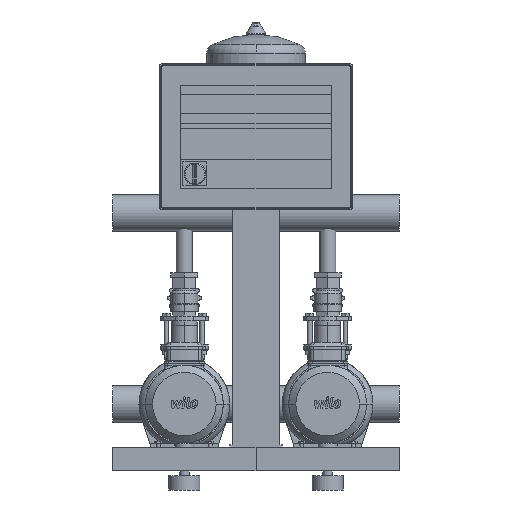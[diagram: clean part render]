
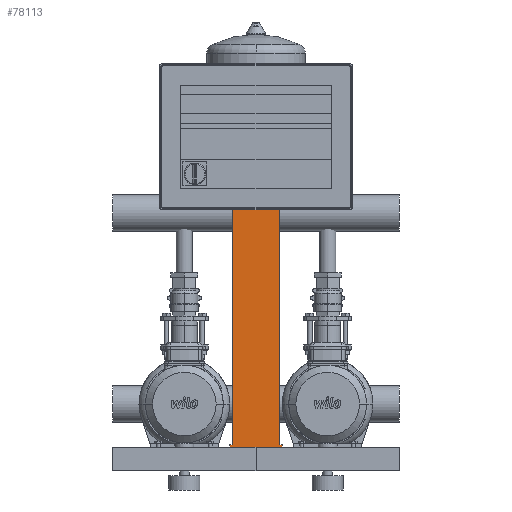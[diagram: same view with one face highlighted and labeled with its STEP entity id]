
A CAD part, front view. The second image highlights one B-rep face of the part: STEP entity #78113.
In plain terms, the highlighted free-form (B-spline) face has degree [1, 1] with [2, 2] control points.
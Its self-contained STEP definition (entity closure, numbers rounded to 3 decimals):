
#77970=CARTESIAN_POINT('',(250.0,-270.95,740.0));
#77971=VERTEX_POINT('',#77970);
#77978=CARTESIAN_POINT('',(350.0,-270.95,740.0));
#77979=VERTEX_POINT('',#77978);
#77980=CARTESIAN_POINT('',(250.0,-270.95,740.0));
#77981=DIRECTION('',(1.0,0.0,0.0));
#77982=VECTOR('',#77981,100.0);
#77983=LINE('',#77980,#77982);
#77984=EDGE_CURVE('',#77971,#77979,#77983,.T.);
#78033=CARTESIAN_POINT('',(350.0,-270.95,95.));
#78034=VERTEX_POINT('',#78033);
#78035=CARTESIAN_POINT('',(350.0,-270.95,95.));
#78036=DIRECTION('',(0.0,0.0,1.0));
#78037=VECTOR('',#78036,645.);
#78038=LINE('',#78035,#78037);
#78039=EDGE_CURVE('',#78034,#77979,#78038,.T.);
#78058=CARTESIAN_POINT('',(355.0,-270.95,740.0));
#78059=CARTESIAN_POINT('',(355.0,-270.95,90.));
#78060=CARTESIAN_POINT('',(245.0,-270.95,740.0));
#78061=CARTESIAN_POINT('',(245.0,-270.95,90.));
#78062=B_SPLINE_SURFACE_WITH_KNOTS('',1,1,((#78058,#78060),(#78059,#78061)),.UNSPECIFIED.,.F.,.F.,.U.,(2,2),(2,2),(0.0,650.),(0.0,110.0),.UNSPECIFIED.);
#78063=ORIENTED_EDGE('',*,*,#77984,.F.);
#78064=CARTESIAN_POINT('',(250.0,-270.95,95.));
#78065=VERTEX_POINT('',#78064);
#78066=CARTESIAN_POINT('',(250.0,-270.95,95.));
#78067=DIRECTION('',(0.0,0.0,1.0));
#78068=VECTOR('',#78067,645.);
#78069=LINE('',#78066,#78068);
#78070=EDGE_CURVE('',#78065,#77971,#78069,.T.);
#78071=ORIENTED_EDGE('',*,*,#78070,.F.);
#78072=CARTESIAN_POINT('',(245.0,-270.95,95.));
#78073=VERTEX_POINT('',#78072);
#78074=CARTESIAN_POINT('',(250.0,-270.95,95.));
#78075=DIRECTION('',(-1.0,0.0,0.0));
#78076=VECTOR('',#78075,5.0);
#78077=LINE('',#78074,#78076);
#78078=EDGE_CURVE('',#78065,#78073,#78077,.T.);
#78079=ORIENTED_EDGE('',*,*,#78078,.T.);
#78080=CARTESIAN_POINT('',(245.0,-270.95,90.));
#78081=VERTEX_POINT('',#78080);
#78082=CARTESIAN_POINT('',(245.0,-270.95,95.));
#78083=DIRECTION('',(0.0,0.0,-1.0));
#78084=VECTOR('',#78083,5.0);
#78085=LINE('',#78082,#78084);
#78086=EDGE_CURVE('',#78073,#78081,#78085,.T.);
#78087=ORIENTED_EDGE('',*,*,#78086,.T.);
#78088=CARTESIAN_POINT('',(355.0,-270.95,90.));
#78089=VERTEX_POINT('',#78088);
#78090=CARTESIAN_POINT('',(245.0,-270.95,90.));
#78091=DIRECTION('',(1.0,0.0,0.0));
#78092=VECTOR('',#78091,110.0);
#78093=LINE('',#78090,#78092);
#78094=EDGE_CURVE('',#78081,#78089,#78093,.T.);
#78095=ORIENTED_EDGE('',*,*,#78094,.T.);
#78096=CARTESIAN_POINT('',(355.0,-270.95,95.));
#78097=VERTEX_POINT('',#78096);
#78098=CARTESIAN_POINT('',(355.0,-270.95,95.));
#78099=DIRECTION('',(0.0,0.0,-1.0));
#78100=VECTOR('',#78099,5.0);
#78101=LINE('',#78098,#78100);
#78102=EDGE_CURVE('',#78097,#78089,#78101,.T.);
#78103=ORIENTED_EDGE('',*,*,#78102,.F.);
#78104=CARTESIAN_POINT('',(355.0,-270.95,95.));
#78105=DIRECTION('',(-1.0,0.0,0.0));
#78106=VECTOR('',#78105,5.0);
#78107=LINE('',#78104,#78106);
#78108=EDGE_CURVE('',#78097,#78034,#78107,.T.);
#78109=ORIENTED_EDGE('',*,*,#78108,.T.);
#78110=ORIENTED_EDGE('',*,*,#78039,.T.);
#78111=EDGE_LOOP('',(#78063,#78071,#78079,#78087,#78095,#78103,#78109,#78110));
#78112=FACE_OUTER_BOUND('',#78111,.T.);
#78113=ADVANCED_FACE('',(#78112),#78062,.F.);
